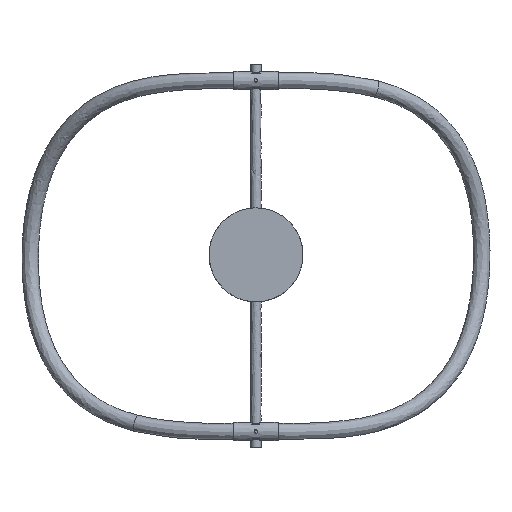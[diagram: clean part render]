
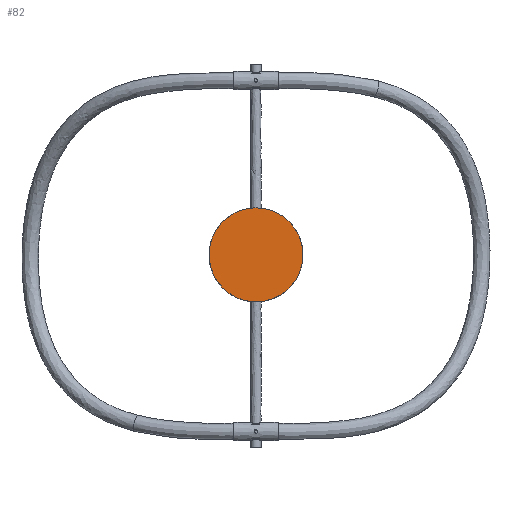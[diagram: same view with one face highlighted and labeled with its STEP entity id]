
A CAD part, top view. The second image highlights one B-rep face of the part: STEP entity #82.
In plain terms, the highlighted planar face has unit normal (0, 0, 1).
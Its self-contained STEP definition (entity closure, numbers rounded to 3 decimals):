
#82=ADVANCED_FACE('',(#176),#1251,.T.);
#176=FACE_OUTER_BOUND('',#270,.T.);
#270=EDGE_LOOP('',(#378));
#378=ORIENTED_EDGE('',*,*,#736,.F.);
#736=EDGE_CURVE('',#1087,#1087,#994,.T.);
#994=(
BOUNDED_CURVE()
B_SPLINE_CURVE(2,(#1460,#1461,#1462,#1463,#1464,#1465,#1466,#1467,#1468,
#1469,#1470),.UNSPECIFIED.,.T.,.F.)
B_SPLINE_CURVE_WITH_KNOTS((3,2,2,2,2,3),(0.,114.161,228.323,
342.484,456.645,461.814),.UNSPECIFIED.)
CURVE()
GEOMETRIC_REPRESENTATION_ITEM()
RATIONAL_B_SPLINE_CURVE((1.,0.713,1.,0.713,1.,0.713,
1.,0.713,1.,0.999,1.))
REPRESENTATION_ITEM('')
);
#1087=VERTEX_POINT('',#1434);
#1251=PLANE('',#1307);
#1307=AXIS2_PLACEMENT_3D('',#1385,#1346,$);
#1346=DIRECTION('',(0.,0.,1.));
#1385=CARTESIAN_POINT('',(-80.052,80.052,0.));
#1434=CARTESIAN_POINT('',(0.,73.5,0.));
#1460=CARTESIAN_POINT('',(0.,73.5,0.));
#1461=CARTESIAN_POINT('',(72.219,73.5,0.));
#1462=CARTESIAN_POINT('',(73.489,1.292,0.));
#1463=CARTESIAN_POINT('',(74.758,-70.916,0.));
#1464=CARTESIAN_POINT('',(2.584,-73.455,0.));
#1465=CARTESIAN_POINT('',(-69.591,-75.993,0.));
#1466=CARTESIAN_POINT('',(-73.398,-3.875,0.));
#1467=CARTESIAN_POINT('',(-77.205,68.244,0.));
#1468=CARTESIAN_POINT('',(-5.164,73.318,0.));
#1469=CARTESIAN_POINT('',(-2.585,73.5,0.));
#1470=CARTESIAN_POINT('',(0.,73.5,0.));
